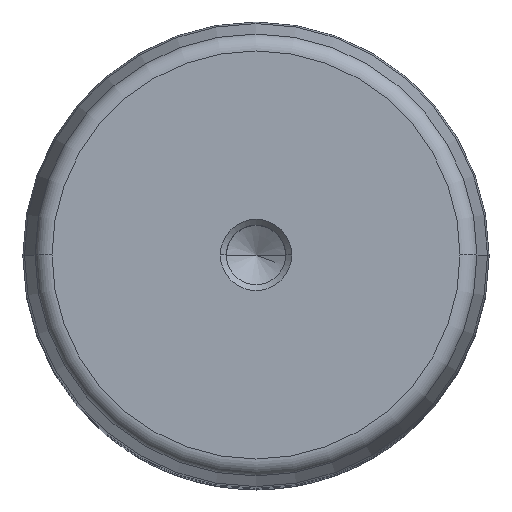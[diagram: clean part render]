
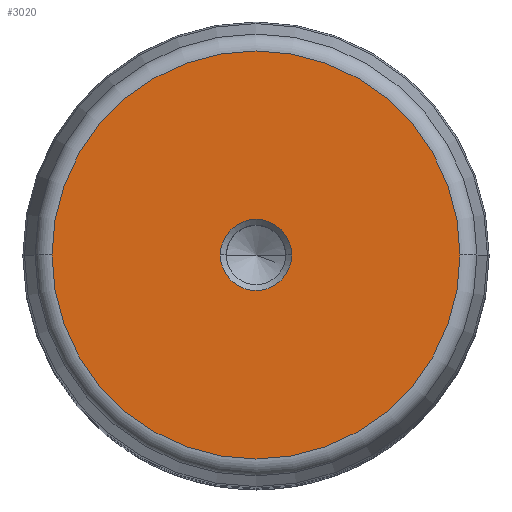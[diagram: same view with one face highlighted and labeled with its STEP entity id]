
A CAD part, top view. The second image highlights one B-rep face of the part: STEP entity #3020.
In plain terms, the highlighted planar face has unit normal (0, 0, 1).
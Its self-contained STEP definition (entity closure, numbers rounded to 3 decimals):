
#86 = VERTEX_POINT ( 'NONE', #1681 ) ;
#233 = DIRECTION ( 'NONE',  ( 1., 0., 0. ) ) ;
#245 = DIRECTION ( 'NONE',  ( 0., 0., 1. ) ) ;
#552 = ORIENTED_EDGE ( 'NONE', *, *, #1785, .T. ) ;
#559 = EDGE_LOOP ( 'NONE', ( #552, #1666 ) ) ;
#612 = VERTEX_POINT ( 'NONE', #3037 ) ;
#641 = CIRCLE ( 'NONE', #2707, 35.019 ) ;
#796 = DIRECTION ( 'NONE',  ( 0., 0., 1. ) ) ;
#857 = CARTESIAN_POINT ( 'NONE',  ( 0., 0., 200. ) ) ;
#946 = ORIENTED_EDGE ( 'NONE', *, *, #3097, .T. ) ;
#959 = AXIS2_PLACEMENT_3D ( 'NONE', #1647, #796, #2455 ) ;
#1047 = DIRECTION ( 'NONE',  ( 0., 0., 1. ) ) ;
#1064 = CARTESIAN_POINT ( 'NONE',  ( 0., 0., 200. ) ) ;
#1074 = CARTESIAN_POINT ( 'NONE',  ( 0., 0., 200. ) ) ;
#1127 = DIRECTION ( 'NONE',  ( 0., 0., -1. ) ) ;
#1527 = CIRCLE ( 'NONE', #3538, 6.1 ) ;
#1615 = DIRECTION ( 'NONE',  ( 1., 0., 0. ) ) ;
#1630 = VERTEX_POINT ( 'NONE', #2902 ) ;
#1647 = CARTESIAN_POINT ( 'NONE',  ( 0., 0., 200. ) ) ;
#1666 = ORIENTED_EDGE ( 'NONE', *, *, #2034, .T. ) ;
#1681 = CARTESIAN_POINT ( 'NONE',  ( -35.019, 0., 200. ) ) ;
#1785 = EDGE_CURVE ( 'NONE', #612, #86, #2338, .T. ) ;
#1791 = FACE_BOUND ( 'NONE', #3136, .T. ) ;
#2034 = EDGE_CURVE ( 'NONE', #86, #612, #641, .T. ) ;
#2170 = DIRECTION ( 'NONE',  ( 1., 0., 0. ) ) ;
#2181 = ORIENTED_EDGE ( 'NONE', *, *, #2961, .T. ) ;
#2194 = PLANE ( 'NONE',  #3057 ) ;
#2338 = CIRCLE ( 'NONE', #959, 35.019 ) ;
#2455 = DIRECTION ( 'NONE',  ( 1., 0., 0. ) ) ;
#2707 = AXIS2_PLACEMENT_3D ( 'NONE', #1064, #245, #233 ) ;
#2727 = DIRECTION ( 'NONE',  ( 0., 0., -1. ) ) ;
#2769 = DIRECTION ( 'NONE',  ( 1., 0., 0. ) ) ;
#2902 = CARTESIAN_POINT ( 'NONE',  ( 6.1, 0., 200. ) ) ;
#2961 = EDGE_CURVE ( 'NONE', #3118, #1630, #2986, .T. ) ;
#2986 = CIRCLE ( 'NONE', #2990, 6.1 ) ;
#2990 = AXIS2_PLACEMENT_3D ( 'NONE', #1074, #2727, #1615 ) ;
#3020 = ADVANCED_FACE ( 'NONE', ( #3067, #1791 ), #2194, .T. ) ;
#3037 = CARTESIAN_POINT ( 'NONE',  ( 35.019, 0., 200. ) ) ;
#3057 = AXIS2_PLACEMENT_3D ( 'NONE', #3293, #1047, #2170 ) ;
#3067 = FACE_OUTER_BOUND ( 'NONE', #559, .T. ) ;
#3097 = EDGE_CURVE ( 'NONE', #1630, #3118, #1527, .T. ) ;
#3118 = VERTEX_POINT ( 'NONE', #3304 ) ;
#3136 = EDGE_LOOP ( 'NONE', ( #946, #2181 ) ) ;
#3293 = CARTESIAN_POINT ( 'NONE',  ( 0., 0., 200. ) ) ;
#3304 = CARTESIAN_POINT ( 'NONE',  ( -6.1, 0., 200. ) ) ;
#3538 = AXIS2_PLACEMENT_3D ( 'NONE', #857, #1127, #2769 ) ;
